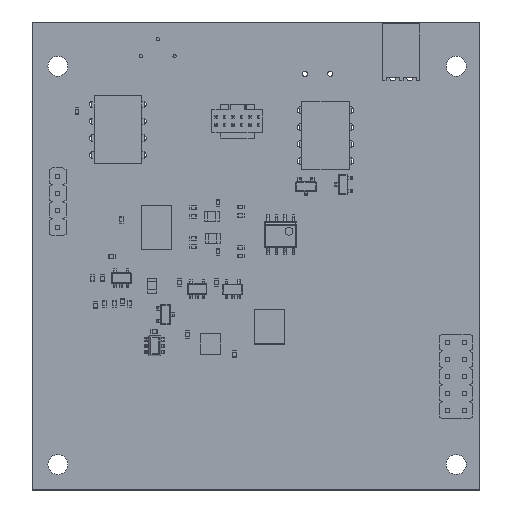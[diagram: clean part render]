
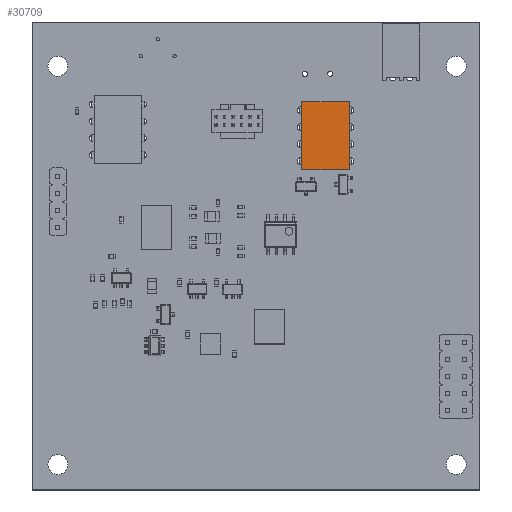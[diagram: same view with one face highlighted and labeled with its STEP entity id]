
A CAD part, top view. The second image highlights one B-rep face of the part: STEP entity #30709.
In plain terms, the highlighted planar face has unit normal (0, 0, 1).
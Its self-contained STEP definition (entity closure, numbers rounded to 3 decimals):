
#30580 = VERTEX_POINT('',#30581);
#30581 = CARTESIAN_POINT('',(-3.55,5.075,4.95));
#30587 = EDGE_CURVE('',#30580,#30588,#30590,.T.);
#30588 = VERTEX_POINT('',#30589);
#30589 = CARTESIAN_POINT('',(-3.55,-5.075,4.95));
#30590 = LINE('',#30591,#30592);
#30591 = CARTESIAN_POINT('',(-3.55,5.075,4.95));
#30592 = VECTOR('',#30593,1.);
#30593 = DIRECTION('',(0.,-1.,0.));
#30618 = EDGE_CURVE('',#30588,#30619,#30621,.T.);
#30619 = VERTEX_POINT('',#30620);
#30620 = CARTESIAN_POINT('',(3.55,-5.075,4.95));
#30621 = LINE('',#30622,#30623);
#30622 = CARTESIAN_POINT('',(-3.55,-5.075,4.95));
#30623 = VECTOR('',#30624,1.);
#30624 = DIRECTION('',(1.,0.,0.));
#30649 = EDGE_CURVE('',#30619,#30650,#30652,.T.);
#30650 = VERTEX_POINT('',#30651);
#30651 = CARTESIAN_POINT('',(3.55,5.075,4.95));
#30652 = LINE('',#30653,#30654);
#30653 = CARTESIAN_POINT('',(3.55,-5.075,4.95));
#30654 = VECTOR('',#30655,1.);
#30655 = DIRECTION('',(0.,1.,0.));
#30680 = EDGE_CURVE('',#30650,#30580,#30681,.T.);
#30681 = LINE('',#30682,#30683);
#30682 = CARTESIAN_POINT('',(3.55,5.075,4.95));
#30683 = VECTOR('',#30684,1.);
#30684 = DIRECTION('',(-1.,0.,0.));
#30709 = ADVANCED_FACE('',(#30710),#30716,.F.);
#30710 = FACE_BOUND('',#30711,.T.);
#30711 = EDGE_LOOP('',(#30712,#30713,#30714,#30715));
#30712 = ORIENTED_EDGE('',*,*,#30587,.T.);
#30713 = ORIENTED_EDGE('',*,*,#30618,.T.);
#30714 = ORIENTED_EDGE('',*,*,#30649,.T.);
#30715 = ORIENTED_EDGE('',*,*,#30680,.T.);
#30716 = PLANE('',#30717);
#30717 = AXIS2_PLACEMENT_3D('',#30718,#30719,#30720);
#30718 = CARTESIAN_POINT('',(-3.55,5.075,4.95));
#30719 = DIRECTION('',(0.,0.,-1.));
#30720 = DIRECTION('',(-1.,0.,0.));
